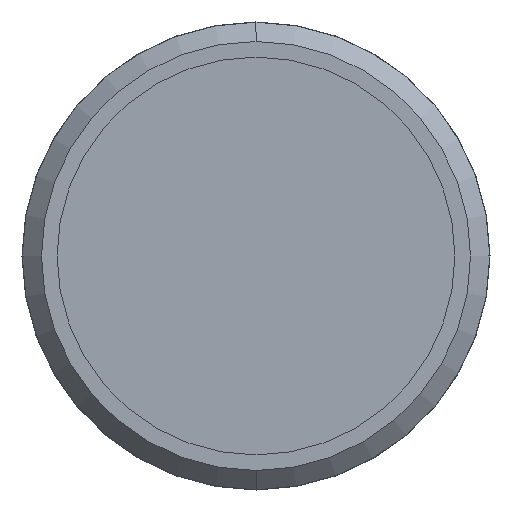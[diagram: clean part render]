
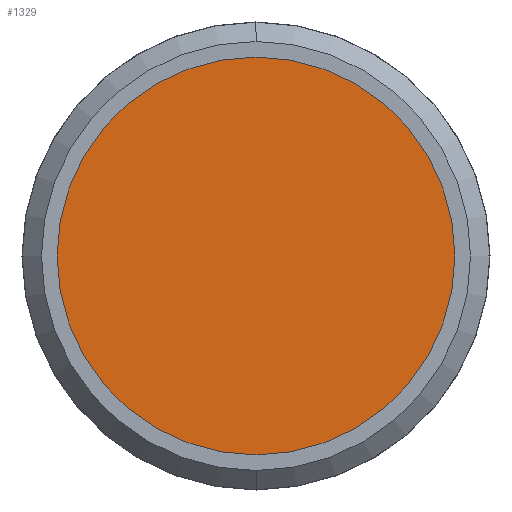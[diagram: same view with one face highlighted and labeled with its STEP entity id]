
A CAD part, front view. The second image highlights one B-rep face of the part: STEP entity #1329.
In plain terms, the highlighted planar face has unit normal (0, -1, 0).
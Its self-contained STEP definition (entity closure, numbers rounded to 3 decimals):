
#1329=ADVANCED_FACE('',(#2589),#2590,.T.);
#2589=FACE_OUTER_BOUND('',#3805,.T.);
#2590=PLANE('',#3806);
#3805=EDGE_LOOP('',(#7000,#7001));
#3806=AXIS2_PLACEMENT_3D('',#7002,#7003,#7004);
#7000=ORIENTED_EDGE('',*,*,#8203,.T.);
#7001=ORIENTED_EDGE('',*,*,#8216,.T.);
#7002=CARTESIAN_POINT('',(0.0,-0.01,3.825));
#7003=DIRECTION('',(0.0,-1.0,0.0));
#7004=DIRECTION('',(0.0,0.0,1.0));
#8203=EDGE_CURVE('',#9859,#9863,#9865,.T.);
#8216=EDGE_CURVE('',#9863,#9859,#9882,.T.);
#9859=VERTEX_POINT('',#12157);
#9863=VERTEX_POINT('',#12162);
#9865=CIRCLE('',#12165,7.65);
#9882=CIRCLE('',#12184,7.65);
#12157=CARTESIAN_POINT('',(0.0,-0.01,7.65));
#12162=CARTESIAN_POINT('',(0.,-0.01,-7.65));
#12165=AXIS2_PLACEMENT_3D('',#13822,#13823,#13824);
#12184=AXIS2_PLACEMENT_3D('',#13842,#13843,#13844);
#13822=CARTESIAN_POINT('',(0.0,-0.01,0.0));
#13823=DIRECTION('',(0.0,-1.0,0.0));
#13824=DIRECTION('',(0.0,0.0,1.0));
#13842=CARTESIAN_POINT('',(0.0,-0.01,0.0));
#13843=DIRECTION('',(0.0,-1.0,0.0));
#13844=DIRECTION('',(0.0,0.0,1.0));
